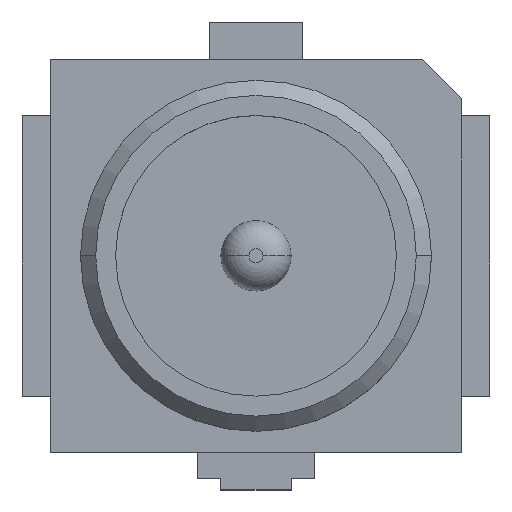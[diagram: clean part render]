
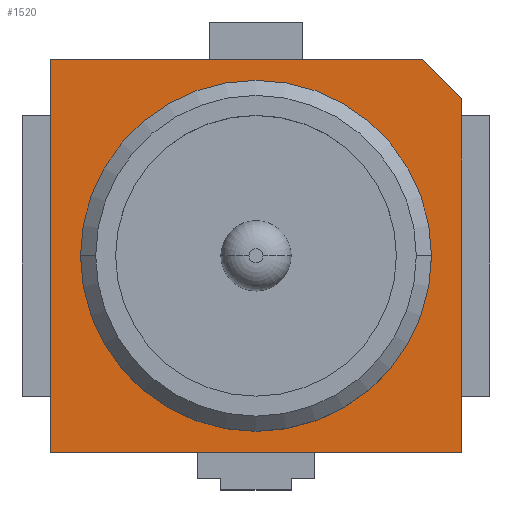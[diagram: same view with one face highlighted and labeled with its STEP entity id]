
A CAD part, top view. The second image highlights one B-rep face of the part: STEP entity #1520.
In plain terms, the highlighted planar face has unit normal (0, 0, 1).
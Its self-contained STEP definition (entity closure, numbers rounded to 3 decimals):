
#60 = CIRCLE ( 'NONE', #329, 0.75 ) ;
#109 = EDGE_LOOP ( 'NONE', ( #1266, #1489, #1897, #1371, #452 ) ) ;
#126 = CARTESIAN_POINT ( 'NONE',  ( 0., 0., 0.2 ) ) ;
#175 = CARTESIAN_POINT ( 'NONE',  ( -0.88, -0.84, 0.2 ) ) ;
#186 = DIRECTION ( 'NONE',  ( 0.707, -0.707, 0. ) ) ;
#210 = CARTESIAN_POINT ( 'NONE',  ( 0., 0., 0.2 ) ) ;
#213 = VERTEX_POINT ( 'NONE', #1328 ) ;
#254 = DIRECTION ( 'NONE',  ( 0., 0., 1. ) ) ;
#261 = AXIS2_PLACEMENT_3D ( 'NONE', #210, #1506, #663 ) ;
#329 = AXIS2_PLACEMENT_3D ( 'NONE', #126, #629, #1399 ) ;
#343 = LINE ( 'NONE', #1634, #1851 ) ;
#348 = FACE_OUTER_BOUND ( 'NONE', #109, .T. ) ;
#400 = CARTESIAN_POINT ( 'NONE',  ( 0., 0., 0.2 ) ) ;
#432 = CARTESIAN_POINT ( 'NONE',  ( 0.75, 0., 0.2 ) ) ;
#452 = ORIENTED_EDGE ( 'NONE', *, *, #1199, .F. ) ;
#502 = CIRCLE ( 'NONE', #1214, 0.75 ) ;
#575 = EDGE_CURVE ( 'NONE', #866, #1230, #1627, .T. ) ;
#593 = EDGE_CURVE ( 'NONE', #1796, #1869, #845, .T. ) ;
#619 = EDGE_CURVE ( 'NONE', #866, #950, #343, .T. ) ;
#627 = VECTOR ( 'NONE', #186, 1000. ) ;
#629 = DIRECTION ( 'NONE',  ( 0., 0., 1. ) ) ;
#663 = DIRECTION ( 'NONE',  ( -1., 0., 0. ) ) ;
#739 = ORIENTED_EDGE ( 'NONE', *, *, #1318, .F. ) ;
#764 = ORIENTED_EDGE ( 'NONE', *, *, #1107, .F. ) ;
#812 = DIRECTION ( 'NONE',  ( 1., 0., 0. ) ) ;
#840 = VERTEX_POINT ( 'NONE', #432 ) ;
#845 = LINE ( 'NONE', #1314, #627 ) ;
#866 = VERTEX_POINT ( 'NONE', #1931 ) ;
#927 = LINE ( 'NONE', #1501, #1415 ) ;
#950 = VERTEX_POINT ( 'NONE', #1948 ) ;
#1096 = CARTESIAN_POINT ( 'NONE',  ( -0.88, 0.84, 0.2 ) ) ;
#1107 = EDGE_CURVE ( 'NONE', #840, #213, #60, .T. ) ;
#1159 = DIRECTION ( 'NONE',  ( 0., 1., 0. ) ) ;
#1199 = EDGE_CURVE ( 'NONE', #1230, #1796, #927, .T. ) ;
#1214 = AXIS2_PLACEMENT_3D ( 'NONE', #400, #254, #1711 ) ;
#1223 = EDGE_CURVE ( 'NONE', #950, #1869, #2013, .T. ) ;
#1230 = VERTEX_POINT ( 'NONE', #1096 ) ;
#1266 = ORIENTED_EDGE ( 'NONE', *, *, #575, .F. ) ;
#1314 = CARTESIAN_POINT ( 'NONE',  ( 0.711, 0.84, 0.2 ) ) ;
#1318 = EDGE_CURVE ( 'NONE', #213, #840, #502, .T. ) ;
#1328 = CARTESIAN_POINT ( 'NONE',  ( -0.75, 0., 0.2 ) ) ;
#1371 = ORIENTED_EDGE ( 'NONE', *, *, #593, .F. ) ;
#1399 = DIRECTION ( 'NONE',  ( -1., 0., 0. ) ) ;
#1401 = CARTESIAN_POINT ( 'NONE',  ( 0.88, 0.671, 0.2 ) ) ;
#1415 = VECTOR ( 'NONE', #1536, 1000. ) ;
#1426 = EDGE_LOOP ( 'NONE', ( #739, #764 ) ) ;
#1465 = FACE_BOUND ( 'NONE', #1426, .T. ) ;
#1480 = VECTOR ( 'NONE', #1800, 1000. ) ;
#1489 = ORIENTED_EDGE ( 'NONE', *, *, #619, .T. ) ;
#1494 = PLANE ( 'NONE',  #261 ) ;
#1501 = CARTESIAN_POINT ( 'NONE',  ( -0.88, 0.84, 0.2 ) ) ;
#1506 = DIRECTION ( 'NONE',  ( 0., 0., -1. ) ) ;
#1520 = ADVANCED_FACE ( 'NONE', ( #348, #1465 ), #1494, .F. ) ;
#1536 = DIRECTION ( 'NONE',  ( 1., 0., 0. ) ) ;
#1557 = CARTESIAN_POINT ( 'NONE',  ( 0.88, -0.84, 0.2 ) ) ;
#1627 = LINE ( 'NONE', #175, #1922 ) ;
#1634 = CARTESIAN_POINT ( 'NONE',  ( -0.88, -0.84, 0.2 ) ) ;
#1675 = CARTESIAN_POINT ( 'NONE',  ( 0.711, 0.84, 0.2 ) ) ;
#1711 = DIRECTION ( 'NONE',  ( -1., 0., 0. ) ) ;
#1796 = VERTEX_POINT ( 'NONE', #1675 ) ;
#1800 = DIRECTION ( 'NONE',  ( 0., 1., 0. ) ) ;
#1851 = VECTOR ( 'NONE', #812, 1000. ) ;
#1869 = VERTEX_POINT ( 'NONE', #1401 ) ;
#1897 = ORIENTED_EDGE ( 'NONE', *, *, #1223, .T. ) ;
#1922 = VECTOR ( 'NONE', #1159, 1000. ) ;
#1931 = CARTESIAN_POINT ( 'NONE',  ( -0.88, -0.84, 0.2 ) ) ;
#1948 = CARTESIAN_POINT ( 'NONE',  ( 0.88, -0.84, 0.2 ) ) ;
#2013 = LINE ( 'NONE', #1557, #1480 ) ;
